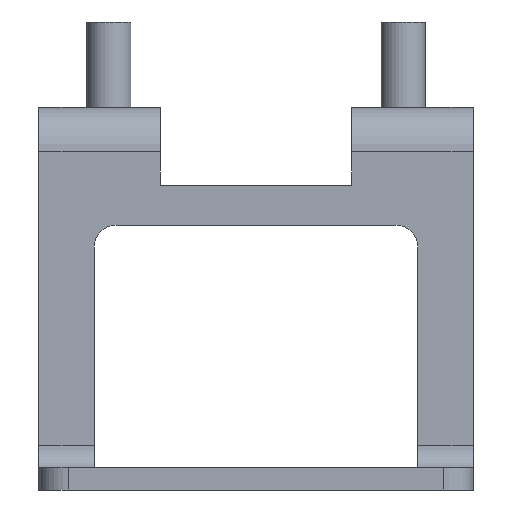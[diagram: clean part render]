
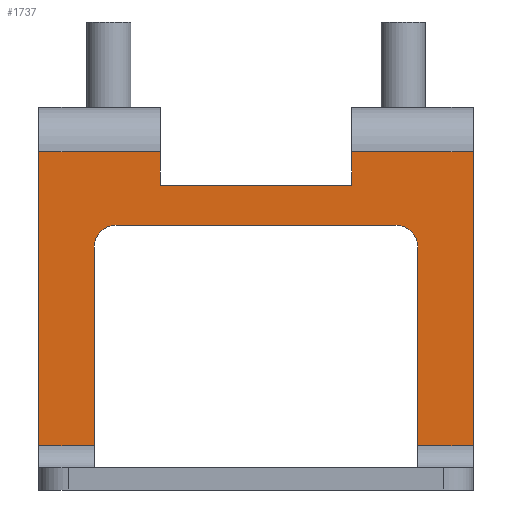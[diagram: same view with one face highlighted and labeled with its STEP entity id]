
A CAD part, front view. The second image highlights one B-rep face of the part: STEP entity #1737.
In plain terms, the highlighted planar face has unit normal (0, -1, 0).
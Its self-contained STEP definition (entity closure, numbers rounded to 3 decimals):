
#73=PLANE('',#1923);
#115=LINE('',#2600,#269);
#125=LINE('',#2634,#279);
#145=LINE('',#2711,#299);
#154=LINE('',#2734,#308);
#181=LINE('',#2828,#335);
#182=LINE('',#2832,#336);
#183=LINE('',#2836,#337);
#184=LINE('',#2838,#338);
#185=LINE('',#2839,#339);
#186=LINE('',#2841,#340);
#187=LINE('',#2843,#341);
#188=LINE('',#2845,#342);
#269=VECTOR('',#2055,1000.);
#279=VECTOR('',#2081,1000.);
#299=VECTOR('',#2147,1000.);
#308=VECTOR('',#2164,1000.);
#335=VECTOR('',#2257,1000.);
#336=VECTOR('',#2260,1000.);
#337=VECTOR('',#2263,1000.);
#338=VECTOR('',#2264,1000.);
#339=VECTOR('',#2265,1000.);
#340=VECTOR('',#2266,1000.);
#341=VECTOR('',#2267,1000.);
#342=VECTOR('',#2268,1000.);
#567=ORIENTED_EDGE('',*,*,#936,.F.);
#568=ORIENTED_EDGE('',*,*,#1053,.T.);
#569=ORIENTED_EDGE('',*,*,#1054,.T.);
#570=ORIENTED_EDGE('',*,*,#1055,.T.);
#571=ORIENTED_EDGE('',*,*,#1056,.T.);
#572=ORIENTED_EDGE('',*,*,#1057,.T.);
#573=ORIENTED_EDGE('',*,*,#1058,.F.);
#574=ORIENTED_EDGE('',*,*,#952,.F.);
#575=ORIENTED_EDGE('',*,*,#1059,.T.);
#576=ORIENTED_EDGE('',*,*,#1060,.F.);
#577=ORIENTED_EDGE('',*,*,#1061,.F.);
#578=ORIENTED_EDGE('',*,*,#1062,.T.);
#579=ORIENTED_EDGE('',*,*,#989,.T.);
#580=ORIENTED_EDGE('',*,*,#1000,.T.);
#936=EDGE_CURVE('',#1191,#1193,#115,.T.);
#952=EDGE_CURVE('',#1208,#1209,#125,.T.);
#989=EDGE_CURVE('',#1243,#1244,#145,.T.);
#1000=EDGE_CURVE('',#1244,#1193,#154,.T.);
#1053=EDGE_CURVE('',#1191,#1287,#181,.T.);
#1054=EDGE_CURVE('',#1287,#1288,#1417,.T.);
#1055=EDGE_CURVE('',#1288,#1289,#182,.T.);
#1056=EDGE_CURVE('',#1289,#1290,#1418,.T.);
#1057=EDGE_CURVE('',#1290,#1291,#183,.T.);
#1058=EDGE_CURVE('',#1209,#1291,#184,.T.);
#1059=EDGE_CURVE('',#1208,#1292,#185,.T.);
#1060=EDGE_CURVE('',#1293,#1292,#186,.T.);
#1061=EDGE_CURVE('',#1294,#1293,#187,.T.);
#1062=EDGE_CURVE('',#1294,#1243,#188,.T.);
#1191=VERTEX_POINT('',#2598);
#1193=VERTEX_POINT('',#2601);
#1208=VERTEX_POINT('',#2633);
#1209=VERTEX_POINT('',#2635);
#1243=VERTEX_POINT('',#2712);
#1244=VERTEX_POINT('',#2713);
#1287=VERTEX_POINT('',#2829);
#1288=VERTEX_POINT('',#2831);
#1289=VERTEX_POINT('',#2833);
#1290=VERTEX_POINT('',#2835);
#1291=VERTEX_POINT('',#2837);
#1292=VERTEX_POINT('',#2840);
#1293=VERTEX_POINT('',#2842);
#1294=VERTEX_POINT('',#2844);
#1417=CIRCLE('',#1924,1.5);
#1418=CIRCLE('',#1925,1.5);
#1484=EDGE_LOOP('',(#567,#568,#569,#570,#571,#572,#573,#574,#575,#576,#577,
#578,#579,#580));
#1598=FACE_BOUND('',#1484,.T.);
#1737=ADVANCED_FACE('',(#1598),#73,.F.);
#1923=AXIS2_PLACEMENT_3D('',#2827,#2255,#2256);
#1924=AXIS2_PLACEMENT_3D('',#2830,#2258,#2259);
#1925=AXIS2_PLACEMENT_3D('',#2834,#2261,#2262);
#2055=DIRECTION('',(-1.,0.,0.));
#2081=DIRECTION('',(0.,0.,-1.));
#2147=DIRECTION('',(-1.,0.,0.));
#2164=DIRECTION('',(0.,0.,-1.));
#2255=DIRECTION('',(0.,1.,0.));
#2256=DIRECTION('',(0.,0.,1.));
#2257=DIRECTION('',(0.,0.,1.));
#2258=DIRECTION('',(0.,1.,0.));
#2259=DIRECTION('',(0.,0.,1.));
#2260=DIRECTION('',(1.,0.,0.));
#2261=DIRECTION('',(0.,1.,0.));
#2262=DIRECTION('',(0.,0.,1.));
#2263=DIRECTION('',(0.,0.,-1.));
#2264=DIRECTION('',(-1.,0.,0.));
#2265=DIRECTION('',(-1.,0.,0.));
#2266=DIRECTION('',(0.,0.,1.));
#2267=DIRECTION('',(1.,0.,0.));
#2268=DIRECTION('',(0.,0.,1.));
#2598=CARTESIAN_POINT('',(-11.,-21.,-23.));
#2600=CARTESIAN_POINT('',(14.75,-21.,-23.));
#2601=CARTESIAN_POINT('',(-14.75,-21.,-23.));
#2633=CARTESIAN_POINT('',(14.75,-21.,-3.));
#2634=CARTESIAN_POINT('',(14.75,-21.,0.));
#2635=CARTESIAN_POINT('',(14.75,-21.,-23.));
#2711=CARTESIAN_POINT('',(14.75,-21.,-3.));
#2712=CARTESIAN_POINT('',(-6.5,-21.,-3.));
#2713=CARTESIAN_POINT('',(-14.75,-21.,-3.));
#2734=CARTESIAN_POINT('',(-14.75,-21.,0.));
#2827=CARTESIAN_POINT('',(14.75,-21.,0.));
#2828=CARTESIAN_POINT('',(-11.,-21.,0.));
#2829=CARTESIAN_POINT('',(-11.,-21.,-9.5));
#2830=CARTESIAN_POINT('',(-9.5,-21.,-9.5));
#2831=CARTESIAN_POINT('',(-9.5,-21.,-8.));
#2832=CARTESIAN_POINT('',(14.75,-21.,-8.));
#2833=CARTESIAN_POINT('',(9.5,-21.,-8.));
#2834=CARTESIAN_POINT('',(9.5,-21.,-9.5));
#2835=CARTESIAN_POINT('',(11.,-21.,-9.5));
#2836=CARTESIAN_POINT('',(11.,-21.,0.));
#2837=CARTESIAN_POINT('',(11.,-21.,-23.));
#2838=CARTESIAN_POINT('',(14.75,-21.,-23.));
#2839=CARTESIAN_POINT('',(14.75,-21.,-3.));
#2840=CARTESIAN_POINT('',(6.5,-21.,-3.));
#2841=CARTESIAN_POINT('',(6.5,-21.,-5.3));
#2842=CARTESIAN_POINT('',(6.5,-21.,-5.3));
#2843=CARTESIAN_POINT('',(-6.5,-21.,-5.3));
#2844=CARTESIAN_POINT('',(-6.5,-21.,-5.3));
#2845=CARTESIAN_POINT('',(-6.5,-21.,-5.3));
